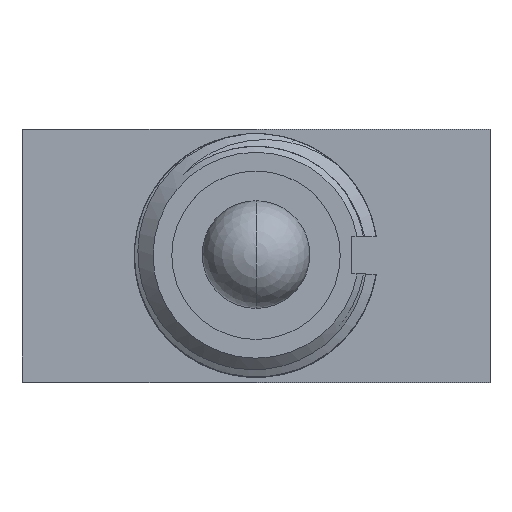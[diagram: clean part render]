
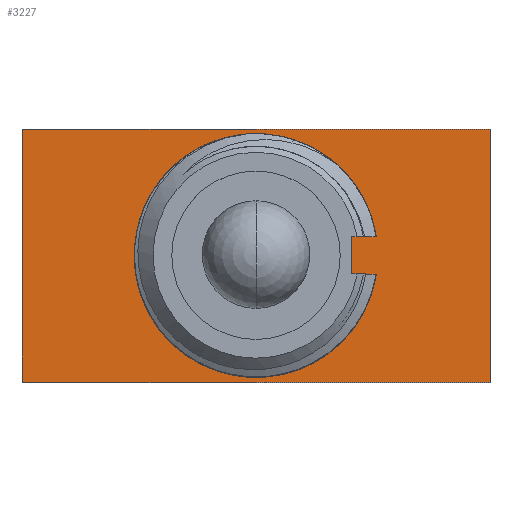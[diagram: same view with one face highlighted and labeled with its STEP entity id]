
A CAD part, top view. The second image highlights one B-rep face of the part: STEP entity #3227.
In plain terms, the highlighted planar face has unit normal (0, 0, 1).
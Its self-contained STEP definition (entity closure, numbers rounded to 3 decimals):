
#135=DIRECTION('',(0.,-1.,0.));
#136=VECTOR('',#135,6.858);
#137=CARTESIAN_POINT('',(-6.35,3.429,0.));
#138=LINE('',#137,#136);
#139=DIRECTION('',(-1.,0.,0.));
#140=VECTOR('',#139,12.7);
#141=CARTESIAN_POINT('',(6.35,3.429,0.));
#142=LINE('',#141,#140);
#143=DIRECTION('',(0.,1.,0.));
#144=VECTOR('',#143,6.858);
#145=CARTESIAN_POINT('',(6.35,-3.429,0.));
#146=LINE('',#145,#144);
#147=DIRECTION('',(1.,0.,0.));
#148=VECTOR('',#147,12.7);
#149=CARTESIAN_POINT('',(-6.35,-3.429,0.));
#150=LINE('',#149,#148);
#151=DIRECTION('',(1.,0.,0.));
#152=VECTOR('',#151,0.672);
#153=CARTESIAN_POINT('',(2.591,-0.508,0.));
#154=LINE('',#153,#152);
#155=DIRECTION('',(0.,-1.,0.));
#156=VECTOR('',#155,1.016);
#157=CARTESIAN_POINT('',(2.591,0.508,0.));
#158=LINE('',#157,#156);
#159=DIRECTION('',(-1.,0.,0.));
#160=VECTOR('',#159,0.672);
#161=CARTESIAN_POINT('',(3.263,0.508,0.));
#162=LINE('',#161,#160);
#1288=CARTESIAN_POINT('',(0.,0.,0.));
#1289=DIRECTION('',(0.,0.,-1.));
#1290=DIRECTION('',(0.988,-0.154,0.));
#1291=AXIS2_PLACEMENT_3D('',#1288,#1289,#1290);
#1306=CARTESIAN_POINT('',(0.,0.,0.));
#1307=DIRECTION('',(0.,0.,-1.));
#1308=DIRECTION('',(0.872,0.489,0.));
#1309=AXIS2_PLACEMENT_3D('',#1306,#1307,#1308);
#2424=CARTESIAN_POINT('',(-0.259,-3.292,0.));
#2425=CARTESIAN_POINT('',(-0.407,-3.272,0.));
#2426=CARTESIAN_POINT('',(-0.697,-3.214,0.));
#2427=CARTESIAN_POINT('',(-1.118,-3.067,0.));
#2428=CARTESIAN_POINT('',(-1.508,-2.869,0.));
#2429=CARTESIAN_POINT('',(-1.864,-2.622,0.));
#2430=CARTESIAN_POINT('',(-2.194,-2.321,0.));
#2431=CARTESIAN_POINT('',(-2.495,-1.956,0.));
#2432=CARTESIAN_POINT('',(-2.755,-1.514,0.));
#2433=CARTESIAN_POINT('',(-2.938,-1.03,0.));
#2434=CARTESIAN_POINT('',(-3.038,-0.539,0.));
#2435=CARTESIAN_POINT('',(-3.056,-0.043,0.));
#2436=CARTESIAN_POINT('',(-2.997,0.44,0.));
#2437=CARTESIAN_POINT('',(-2.857,0.914,0.));
#2438=CARTESIAN_POINT('',(-2.718,1.203,0.));
#2439=CARTESIAN_POINT('',(-2.636,1.343,0.));
#2573=CARTESIAN_POINT('',(-2.636,1.343,0.));
#2574=CARTESIAN_POINT('',(-2.577,1.459,0.));
#2575=CARTESIAN_POINT('',(-2.449,1.672,0.));
#2576=CARTESIAN_POINT('',(-2.24,1.941,0.));
#2577=CARTESIAN_POINT('',(-2.016,2.173,0.));
#2578=CARTESIAN_POINT('',(-1.771,2.377,0.));
#2579=CARTESIAN_POINT('',(-1.502,2.556,0.));
#2580=CARTESIAN_POINT('',(-1.215,2.704,0.));
#2581=CARTESIAN_POINT('',(-1.016,2.78,0.));
#2582=CARTESIAN_POINT('',(-0.914,2.814,0.));
#2617=CARTESIAN_POINT('',(1.405,2.758,0.));
#2618=CARTESIAN_POINT('',(1.555,2.702,0.));
#2619=CARTESIAN_POINT('',(1.842,2.568,0.));
#2620=CARTESIAN_POINT('',(2.236,2.306,0.));
#2621=CARTESIAN_POINT('',(2.587,1.989,0.));
#2622=CARTESIAN_POINT('',(2.788,1.744,0.));
#2623=CARTESIAN_POINT('',(2.881,1.613,0.));
#2629=CARTESIAN_POINT('',(-0.914,2.814,0.));
#2630=CARTESIAN_POINT('',(-0.762,2.873,0.));
#2631=CARTESIAN_POINT('',(-0.463,2.961,0.));
#2632=CARTESIAN_POINT('',(-0.042,3.02,0.));
#2633=CARTESIAN_POINT('',(0.349,3.021,0.));
#2634=CARTESIAN_POINT('',(0.719,2.976,0.));
#2635=CARTESIAN_POINT('',(1.07,2.891,0.));
#2636=CARTESIAN_POINT('',(1.295,2.807,0.));
#2637=CARTESIAN_POINT('',(1.405,2.758,0.));
#2929=CARTESIAN_POINT('',(-6.35,3.429,0.));
#2930=CARTESIAN_POINT('',(-6.35,-3.429,0.));
#2931=VERTEX_POINT('',#2929);
#2932=VERTEX_POINT('',#2930);
#2933=CARTESIAN_POINT('',(6.35,-3.429,0.));
#2934=VERTEX_POINT('',#2933);
#2935=CARTESIAN_POINT('',(6.35,3.429,0.));
#2936=VERTEX_POINT('',#2935);
#2963=CARTESIAN_POINT('',(2.591,0.508,0.));
#2964=CARTESIAN_POINT('',(2.591,-0.508,0.));
#2965=VERTEX_POINT('',#2963);
#2966=VERTEX_POINT('',#2964);
#2975=CARTESIAN_POINT('',(3.263,0.508,0.));
#2976=VERTEX_POINT('',#2975);
#2977=CARTESIAN_POINT('',(3.263,-0.508,0.));
#2978=VERTEX_POINT('',#2977);
#3187=VERTEX_POINT('',#2573);
#3188=VERTEX_POINT('',#2582);
#3189=VERTEX_POINT('',#2424);
#3190=VERTEX_POINT('',#2617);
#3191=VERTEX_POINT('',#2623);
#3192=CARTESIAN_POINT('',(0.,0.,0.));
#3193=DIRECTION('',(0.,0.,1.));
#3194=DIRECTION('',(1.,0.,0.));
#3195=AXIS2_PLACEMENT_3D('',#3192,#3193,#3194);
#3196=PLANE('',#3195);
#3198=ORIENTED_EDGE('',*,*,#3197,.F.);
#3200=ORIENTED_EDGE('',*,*,#3199,.F.);
#3202=ORIENTED_EDGE('',*,*,#3201,.F.);
#3204=ORIENTED_EDGE('',*,*,#3203,.F.);
#3205=EDGE_LOOP('',(#3198,#3200,#3202,#3204));
#3206=FACE_OUTER_BOUND('',#3205,.F.);
#3208=ORIENTED_EDGE('',*,*,#3207,.F.);
#3210=ORIENTED_EDGE('',*,*,#3209,.F.);
#3212=ORIENTED_EDGE('',*,*,#3211,.F.);
#3214=ORIENTED_EDGE('',*,*,#3213,.F.);
#3216=ORIENTED_EDGE('',*,*,#3215,.F.);
#3218=ORIENTED_EDGE('',*,*,#3217,.F.);
#3220=ORIENTED_EDGE('',*,*,#3219,.F.);
#3222=ORIENTED_EDGE('',*,*,#3221,.F.);
#3224=ORIENTED_EDGE('',*,*,#3223,.F.);
#3225=EDGE_LOOP('',(#3208,#3210,#3212,#3214,#3216,#3218,#3220,#3222,#3224));
#3226=FACE_BOUND('',#3225,.F.);
#1292=CIRCLE('',#1291,3.302);
#1310=CIRCLE('',#1309,3.302);
#2440=B_SPLINE_CURVE_WITH_KNOTS('',3,(#2424,#2425,#2426,#2427,#2428,#2429,#2430,
#2431,#2432,#2433,#2434,#2435,#2436,#2437,#2438,#2439),.UNSPECIFIED.,.F.,.F.,(4,
1,1,1,1,1,1,1,1,1,1,1,1,4),(0.,0.077,0.154,
0.231,0.308,0.385,0.462,
0.538,0.615,0.692,0.769,
0.846,0.923,1.),.UNSPECIFIED.);
#2583=B_SPLINE_CURVE_WITH_KNOTS('',3,(#2573,#2574,#2575,#2576,#2577,#2578,#2579,
#2580,#2581,#2582),.UNSPECIFIED.,.F.,.F.,(4,1,1,1,1,1,1,4),(0.,
0.143,0.286,0.429,0.571,
0.714,0.857,1.),.UNSPECIFIED.);
#2624=B_SPLINE_CURVE_WITH_KNOTS('',3,(#2617,#2618,#2619,#2620,#2621,#2622,
#2623),.UNSPECIFIED.,.F.,.F.,(4,1,1,1,4),(0.,0.25,0.5,0.75,1.),
.UNSPECIFIED.);
#2638=B_SPLINE_CURVE_WITH_KNOTS('',3,(#2629,#2630,#2631,#2632,#2633,#2634,#2635,
#2636,#2637),.UNSPECIFIED.,.F.,.F.,(4,1,1,1,1,1,4),(0.,0.167,
0.333,0.5,0.667,0.833,1.),
.UNSPECIFIED.);
#3197=EDGE_CURVE('',#2931,#2932,#138,.T.);
#3199=EDGE_CURVE('',#2936,#2931,#142,.T.);
#3201=EDGE_CURVE('',#2934,#2936,#146,.T.);
#3203=EDGE_CURVE('',#2932,#2934,#150,.T.);
#3207=EDGE_CURVE('',#3191,#2976,#1310,.T.);
#3209=EDGE_CURVE('',#3190,#3191,#2624,.T.);
#3211=EDGE_CURVE('',#3188,#3190,#2638,.T.);
#3213=EDGE_CURVE('',#3187,#3188,#2583,.T.);
#3215=EDGE_CURVE('',#3189,#3187,#2440,.T.);
#3217=EDGE_CURVE('',#2978,#3189,#1292,.T.);
#3219=EDGE_CURVE('',#2966,#2978,#154,.T.);
#3221=EDGE_CURVE('',#2965,#2966,#158,.T.);
#3223=EDGE_CURVE('',#2976,#2965,#162,.T.);
#3227=ADVANCED_FACE('',(#3206,#3226),#3196,.T.);
